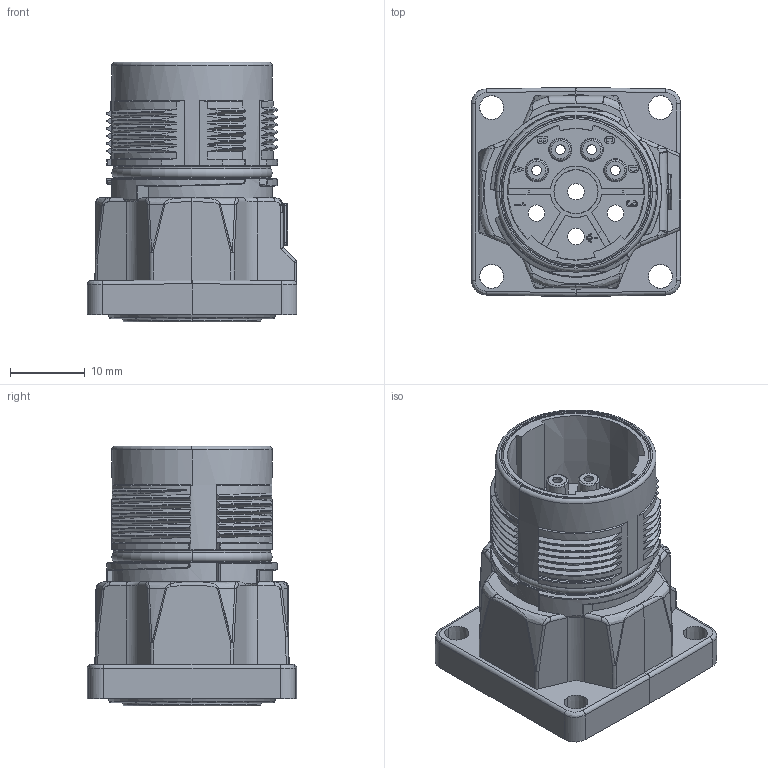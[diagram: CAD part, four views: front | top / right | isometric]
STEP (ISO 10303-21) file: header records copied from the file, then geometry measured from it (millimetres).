
FILE_DESCRIPTION((''),'2;1');
FILE_NAME('M23-M04-4-BK28_SW0001','2017-08-10T',('hq.zhang'),(''),'PRO/ENGINEER BY PARAMETRIC TECHNOLOGY CORPORATION, 2012480','PRO/ENGINEER BY PARAMETRIC TECHNOLOGY CORPORATION, 2012480','');
FILE_SCHEMA(('AUTOMOTIVE_DESIGN { 1 0 10303 214 1 1 1 1 }'));
Length unit declared in the file: millimetre
Products named in the file (1): M23-M04-4-BK28_SW0001
Bounding box: 28 x 28 x 34.8 mm (x, y, z)
Volume: 10327.8 mm3; surface area: 14799.2 mm2
Topology: 1 solids, 1 shells, 1820 faces, 4935 edges, 3163 vertices
Faces by surface type: plane 555, bspline 404, cone 338, cylinder 336, torus 101, extrusion 67, sphere 19
Entity records: 76900 total; most frequent: CARTESIAN_POINT 34044, ORIENTED_EDGE 9870, DIRECTION 7585, EDGE_CURVE 4935, VERTEX_POINT 3163, AXIS2_PLACEMENT_3D 2807, VECTOR 1971, EDGE_LOOP 1942
